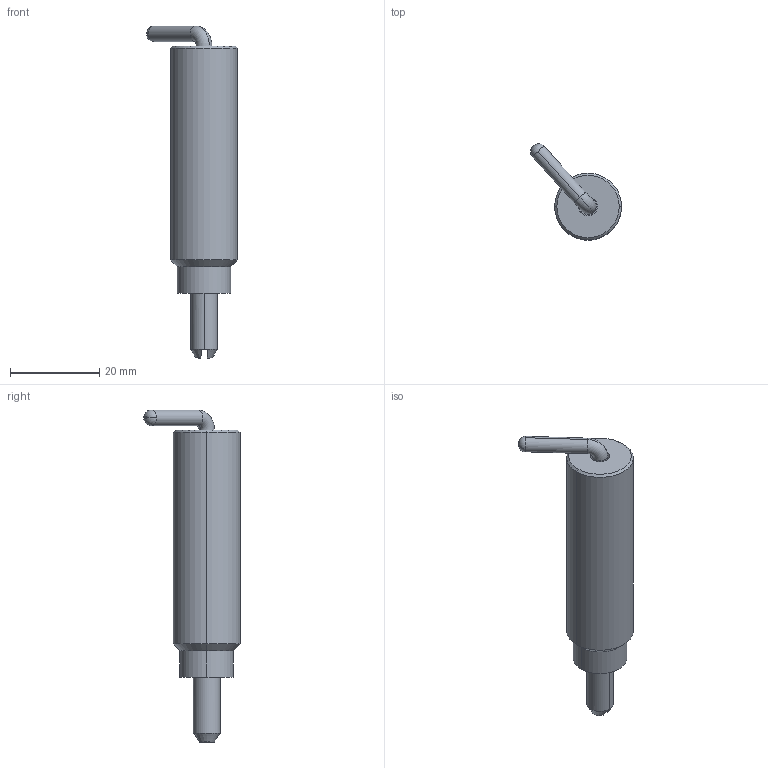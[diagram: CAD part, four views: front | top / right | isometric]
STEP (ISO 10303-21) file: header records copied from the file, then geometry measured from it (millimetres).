
FILE_DESCRIPTION (( 'STEP AP214' ), '1' );
FILE_NAME ('189.15.STEP', '2017-07-17T13:54:32', ( '' ), ( '' ), 'SwSTEP 2.0', 'SolidWorks 2017', '' );
FILE_SCHEMA (( 'AUTOMOTIVE_DESIGN' ));
Length unit declared in the file: millimetre
Products named in the file (4): 2; 1; 189.15; 3
Assembly tree (3 placements, depth 2):
  189.15
    1
    2
    3
Bounding box: 20.42 x 21.59 x 74.5 mm (x, y, z)
Volume: 8760.7 mm3; surface area: 5255.7 mm2
Topology: 3 solids, 4 shells, 51 faces, 104 edges, 61 vertices
Faces by surface type: cylinder 22, plane 13, cone 12, torus 4
Entity records: 1494 total; most frequent: DIRECTION 274, CARTESIAN_POINT 232, ORIENTED_EDGE 204, AXIS2_PLACEMENT_3D 119, EDGE_CURVE 102, CIRCLE 62, VERTEX_POINT 61, EDGE_LOOP 57
